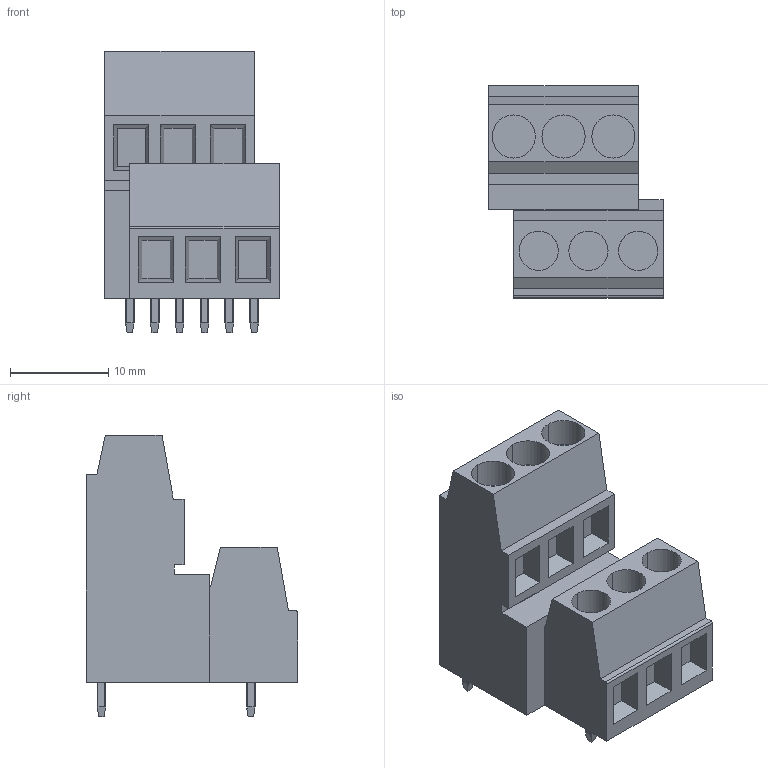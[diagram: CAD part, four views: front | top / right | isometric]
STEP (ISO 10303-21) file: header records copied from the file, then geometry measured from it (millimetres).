
FILE_DESCRIPTION(('CATIA V5 STEP Exchange','CAx-IF Rec.Pracs.--- Model Styling and Organization---1.2---2011-12-15'),'2;1');
FILE_NAME ('D1455698_0_1768860000_1768860000.stp','2018-09-07T08:07:28+00:00',('none'),('Weidmueller'),'CATIA Version 5-6 Release 2014','CATIA V5 STEP AP214','none');
FILE_SCHEMA(('AUTOMOTIVE_DESIGN { 1 0 10303 214 1 1 1 1 }'));
Length unit declared in the file: millimetre
Products named in the file (1): 1768860000
Bounding box: 17.78 x 21.6 x 28.7 mm (x, y, z)
Volume: 5328.7 mm3; surface area: 2788.4 mm2
Topology: 7 solids, 7 shells, 156 faces, 390 edges, 260 vertices
Faces by surface type: plane 143, cylinder 13
Entity records: 4364 total; most frequent: CARTESIAN_POINT 834, ORIENTED_EDGE 780, DIRECTION 582, EDGE_CURVE 390, VECTOR 306, LINE 306, VERTEX_POINT 260, EDGE_LOOP 168
